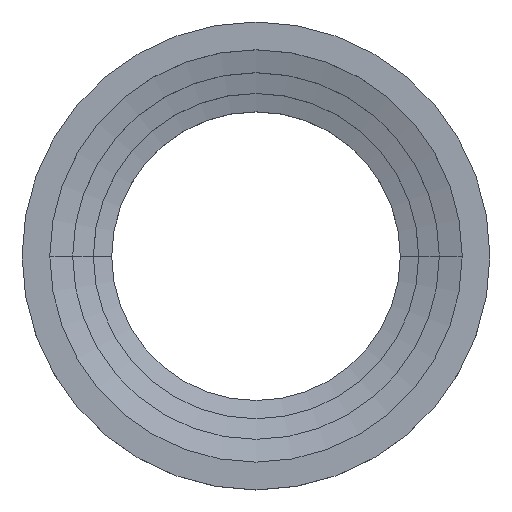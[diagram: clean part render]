
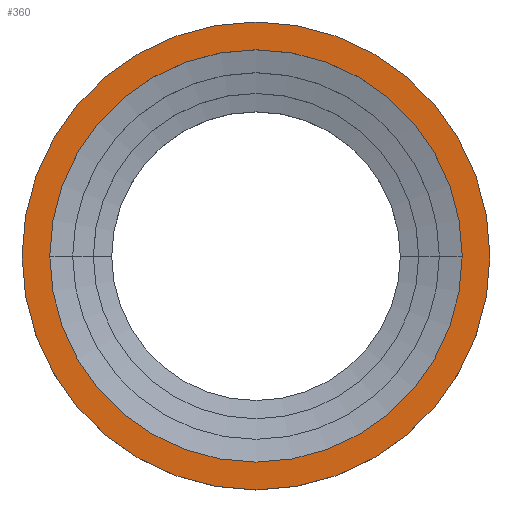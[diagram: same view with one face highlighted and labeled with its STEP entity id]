
A CAD part, top view. The second image highlights one B-rep face of the part: STEP entity #360.
In plain terms, the highlighted planar face has unit normal (0, 0, 1).
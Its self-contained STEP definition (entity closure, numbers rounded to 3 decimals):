
#15 = CIRCLE ( 'NONE', #439, 198.3 ) ;
#64 = EDGE_CURVE ( 'NONE', #412, #486, #556, .T. ) ;
#121 = PLANE ( 'NONE',  #348 ) ;
#161 = CARTESIAN_POINT ( 'NONE',  ( 198.3, 0., 0. ) ) ;
#189 = EDGE_CURVE ( 'NONE', #486, #412, #731, .T. ) ;
#234 = VERTEX_POINT ( 'NONE', #161 ) ;
#238 = CARTESIAN_POINT ( 'NONE',  ( 225., 0., 0. ) ) ;
#244 = CARTESIAN_POINT ( 'NONE',  ( 0., 0., 0. ) ) ;
#250 = DIRECTION ( 'NONE',  ( 0., 0., 1. ) ) ;
#288 = ORIENTED_EDGE ( 'NONE', *, *, #465, .F. ) ;
#348 = AXIS2_PLACEMENT_3D ( 'NONE', #765, #700, #760 ) ;
#360 = ADVANCED_FACE ( 'NONE', ( #448, #515 ), #121, .F. ) ;
#412 = VERTEX_POINT ( 'NONE', #238 ) ;
#439 = AXIS2_PLACEMENT_3D ( 'NONE', #550, #822, #557 ) ;
#448 = FACE_BOUND ( 'NONE', #823, .T. ) ;
#449 = VERTEX_POINT ( 'NONE', #818 ) ;
#455 = DIRECTION ( 'NONE',  ( 1., 0., 0. ) ) ;
#458 = DIRECTION ( 'NONE',  ( 1., 0., 0. ) ) ;
#461 = ORIENTED_EDGE ( 'NONE', *, *, #724, .F. ) ;
#465 = EDGE_CURVE ( 'NONE', #449, #234, #15, .T. ) ;
#486 = VERTEX_POINT ( 'NONE', #829 ) ;
#515 = FACE_OUTER_BOUND ( 'NONE', #729, .T. ) ;
#550 = CARTESIAN_POINT ( 'NONE',  ( 0., 0., 0. ) ) ;
#556 = CIRCLE ( 'NONE', #661, 225. ) ;
#557 = DIRECTION ( 'NONE',  ( 1., 0., 0. ) ) ;
#568 = DIRECTION ( 'NONE',  ( 0., 0., 1. ) ) ;
#597 = ORIENTED_EDGE ( 'NONE', *, *, #64, .T. ) ;
#612 = CIRCLE ( 'NONE', #730, 198.3 ) ;
#651 = CARTESIAN_POINT ( 'NONE',  ( 0., 0., 0. ) ) ;
#661 = AXIS2_PLACEMENT_3D ( 'NONE', #845, #717, #458 ) ;
#686 = AXIS2_PLACEMENT_3D ( 'NONE', #651, #250, #455 ) ;
#689 = DIRECTION ( 'NONE',  ( 1., 0., 0. ) ) ;
#700 = DIRECTION ( 'NONE',  ( 0., 0., -1. ) ) ;
#717 = DIRECTION ( 'NONE',  ( 0., 0., 1. ) ) ;
#721 = ORIENTED_EDGE ( 'NONE', *, *, #189, .T. ) ;
#724 = EDGE_CURVE ( 'NONE', #234, #449, #612, .T. ) ;
#729 = EDGE_LOOP ( 'NONE', ( #597, #721 ) ) ;
#730 = AXIS2_PLACEMENT_3D ( 'NONE', #244, #568, #689 ) ;
#731 = CIRCLE ( 'NONE', #686, 225. ) ;
#760 = DIRECTION ( 'NONE',  ( -1., 0., 0. ) ) ;
#765 = CARTESIAN_POINT ( 'NONE',  ( 0., 225., 0. ) ) ;
#818 = CARTESIAN_POINT ( 'NONE',  ( -198.3, 0., 0. ) ) ;
#822 = DIRECTION ( 'NONE',  ( 0., 0., 1. ) ) ;
#823 = EDGE_LOOP ( 'NONE', ( #461, #288 ) ) ;
#829 = CARTESIAN_POINT ( 'NONE',  ( -225., 0., 0. ) ) ;
#845 = CARTESIAN_POINT ( 'NONE',  ( 0., 0., 0. ) ) ;
